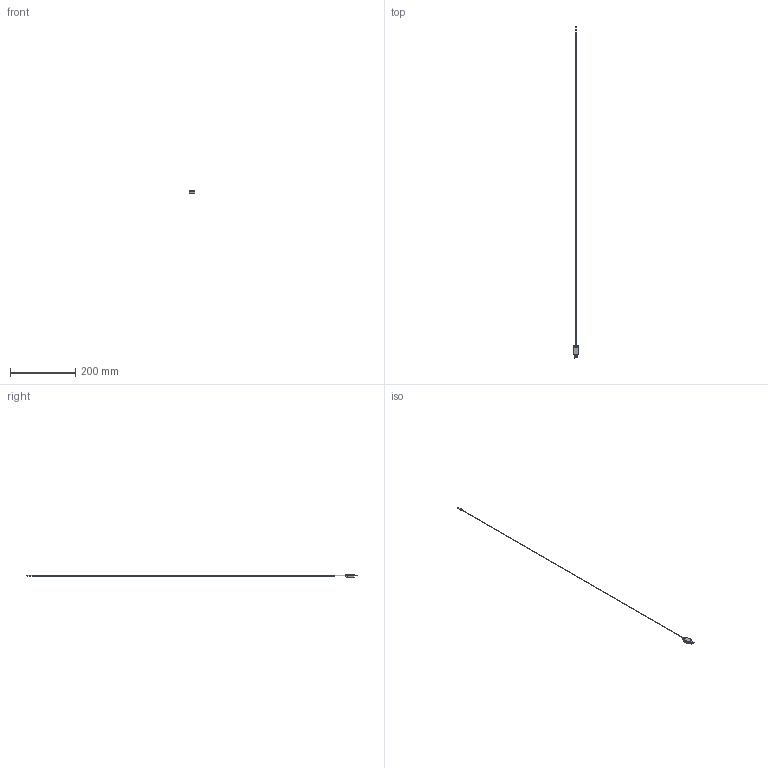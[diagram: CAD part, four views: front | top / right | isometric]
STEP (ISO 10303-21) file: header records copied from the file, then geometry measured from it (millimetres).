
FILE_DESCRIPTION( ( 'STEP AP214' ), '1' );
FILE_NAME( 'STF01.0�~11.5�~18.5.step', '2022-06-28T06:41:49', ( ' ' ), ( ' ' ), 'XStep 1.0', ' ', ' ' );
FILE_SCHEMA( ( 'automotive_design' ) );
Length unit declared in the file: millimetre
Products named in the file (1): 1
Bounding box: 18 x 1018.5 x 9 mm (x, y, z)
Volume: 5028.1 mm3; surface area: 6956.4 mm2
Topology: 1 solids, 1 shells, 185 faces, 467 edges, 294 vertices
Faces by surface type: plane 87, cylinder 64, torus 20, sphere 8, cone 4, bspline 2
Full cylindrical faces by diameter (mm): 0.8 x1, 1 x2, 1.56 x1, 2 x4, 2.2 x1, 2.4 x1, 2.5 x1, 2.56 x1, 3 x1, 3.5 x2, 4 x1
Entity records: 7026 total; most frequent: CARTESIAN_POINT 1185, DIRECTION 918, ORIENTED_EDGE 870, EDGE_CURVE 435, AXIS2_PLACEMENT_3D 344, VERTEX_POINT 285, LINE 230, VECTOR 230
